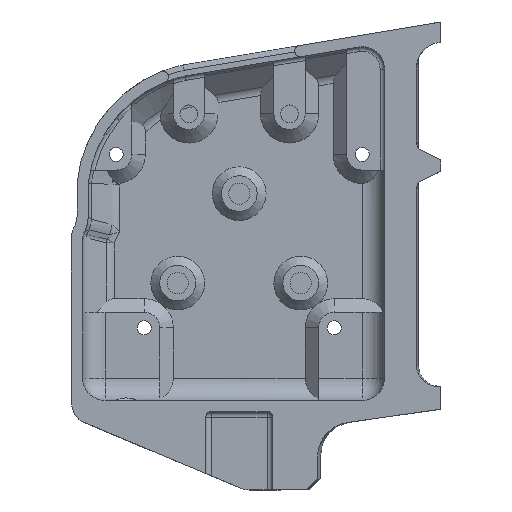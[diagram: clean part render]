
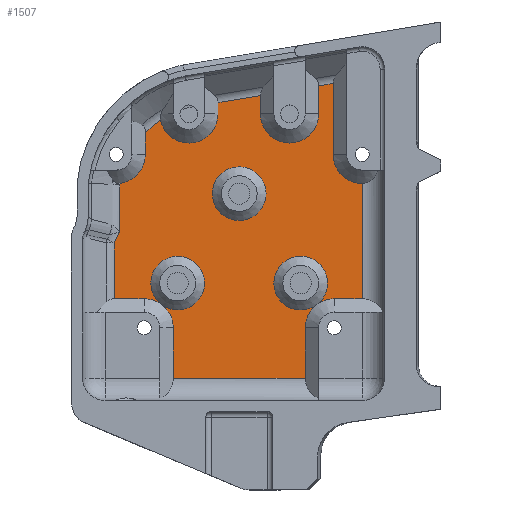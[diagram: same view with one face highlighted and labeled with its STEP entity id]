
A CAD part, top view. The second image highlights one B-rep face of the part: STEP entity #1507.
In plain terms, the highlighted planar face has unit normal (0, 0, 1).
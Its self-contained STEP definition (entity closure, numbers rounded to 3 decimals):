
#1188=CARTESIAN_POINT('',(40.2,56.271,-15.));
#1189=VERTEX_POINT('',#1188);
#1197=CARTESIAN_POINT('',(42.8,56.704,-15.));
#1198=VERTEX_POINT('',#1197);
#1199=CARTESIAN_POINT('',(40.2,56.271,-15.));
#1200=DIRECTION('',(0.986,0.164,0.));
#1201=VECTOR('',#1200,2.636);
#1202=LINE('',#1199,#1201);
#1203=EDGE_CURVE('',#1189,#1198,#1202,.T.);
#1220=CARTESIAN_POINT('',(22.2,53.271,-15.));
#1221=VERTEX_POINT('',#1220);
#1222=CARTESIAN_POINT('',(29.8,54.538,-15.));
#1223=VERTEX_POINT('',#1222);
#1224=CARTESIAN_POINT('',(22.2,53.271,-15.));
#1225=DIRECTION('',(0.986,0.164,0.));
#1226=VECTOR('',#1225,7.705);
#1227=LINE('',#1224,#1226);
#1228=EDGE_CURVE('',#1221,#1223,#1227,.T.);
#1248=CARTESIAN_POINT('',(0.,0.,-15.));
#1249=DIRECTION('',(0.,0.,1.));
#1250=DIRECTION('',(1.,0.,0.));
#1251=AXIS2_PLACEMENT_3D('',#1248,#1249,#1250);
#1252=PLANE('',#1251);
#1253=CARTESIAN_POINT('',(30.8,37.,-15.));
#1254=VERTEX_POINT('',#1253);
#1255=CARTESIAN_POINT('',(21.2,37.,-15.));
#1256=VERTEX_POINT('',#1255);
#1257=CARTESIAN_POINT('',(26.,37.,-15.));
#1258=DIRECTION('',(-0.,-0.,-1.));
#1259=DIRECTION('',(1.,0.,-0.));
#1260=AXIS2_PLACEMENT_3D('',#1257,#1258,#1259);
#1261=CIRCLE('',#1260,4.8);
#1262=EDGE_CURVE('',#1254,#1256,#1261,.T.);
#1263=ORIENTED_EDGE('',*,*,#1262,.T.);
#1264=CARTESIAN_POINT('',(26.,37.,-15.));
#1265=DIRECTION('',(-0.,-0.,-1.));
#1266=DIRECTION('',(1.,0.,-0.));
#1267=AXIS2_PLACEMENT_3D('',#1264,#1265,#1266);
#1268=CIRCLE('',#1267,4.8);
#1269=EDGE_CURVE('',#1256,#1254,#1268,.T.);
#1270=ORIENTED_EDGE('',*,*,#1269,.T.);
#1271=EDGE_LOOP('',(#1263,#1270));
#1272=FACE_BOUND('',#1271,.T.);
#1273=ORIENTED_EDGE('',*,*,#1203,.F.);
#1274=CARTESIAN_POINT('',(40.2,51.25,-15.));
#1275=VERTEX_POINT('',#1274);
#1276=CARTESIAN_POINT('',(40.2,56.271,-15.));
#1277=DIRECTION('',(0.,-1.,0.));
#1278=VECTOR('',#1277,5.021);
#1279=LINE('',#1276,#1278);
#1280=EDGE_CURVE('',#1189,#1275,#1279,.T.);
#1281=ORIENTED_EDGE('',*,*,#1280,.T.);
#1282=CARTESIAN_POINT('',(29.8,51.25,-15.));
#1283=VERTEX_POINT('',#1282);
#1284=CARTESIAN_POINT('',(35.,51.25,-15.));
#1285=DIRECTION('',(-0.,-0.,-1.));
#1286=DIRECTION('',(1.,0.,-0.));
#1287=AXIS2_PLACEMENT_3D('',#1284,#1285,#1286);
#1288=CIRCLE('',#1287,5.2);
#1289=EDGE_CURVE('',#1275,#1283,#1288,.T.);
#1290=ORIENTED_EDGE('',*,*,#1289,.T.);
#1291=CARTESIAN_POINT('',(29.8,51.25,-15.));
#1292=DIRECTION('',(0.,1.,0.));
#1293=VECTOR('',#1292,3.288);
#1294=LINE('',#1291,#1293);
#1295=EDGE_CURVE('',#1283,#1223,#1294,.T.);
#1296=ORIENTED_EDGE('',*,*,#1295,.T.);
#1297=ORIENTED_EDGE('',*,*,#1228,.F.);
#1298=CARTESIAN_POINT('',(22.2,51.25,-15.));
#1299=VERTEX_POINT('',#1298);
#1300=CARTESIAN_POINT('',(22.2,53.271,-15.));
#1301=DIRECTION('',(0.,-1.,0.));
#1302=VECTOR('',#1301,2.021);
#1303=LINE('',#1300,#1302);
#1304=EDGE_CURVE('',#1221,#1299,#1303,.T.);
#1305=ORIENTED_EDGE('',*,*,#1304,.T.);
#1306=CARTESIAN_POINT('',(11.917,50.151,-15.));
#1307=VERTEX_POINT('',#1306);
#1308=CARTESIAN_POINT('',(17.,51.25,-15.));
#1309=DIRECTION('',(-0.,-0.,-1.));
#1310=DIRECTION('',(1.,0.,-0.));
#1311=AXIS2_PLACEMENT_3D('',#1308,#1309,#1310);
#1312=CIRCLE('',#1311,5.2);
#1313=EDGE_CURVE('',#1299,#1307,#1312,.T.);
#1314=ORIENTED_EDGE('',*,*,#1313,.T.);
#1315=CARTESIAN_POINT('',(9.2,47.911,-15.));
#1316=VERTEX_POINT('',#1315);
#1317=CARTESIAN_POINT('',(20.952,36.424,-15.));
#1318=DIRECTION('',(-0.,-0.,-1.));
#1319=DIRECTION('',(1.,0.,-0.));
#1320=AXIS2_PLACEMENT_3D('',#1317,#1318,#1319);
#1321=CIRCLE('',#1320,16.433);
#1322=EDGE_CURVE('',#1316,#1307,#1321,.T.);
#1323=ORIENTED_EDGE('',*,*,#1322,.F.);
#1324=CARTESIAN_POINT('',(9.2,44.,-15.));
#1325=VERTEX_POINT('',#1324);
#1326=CARTESIAN_POINT('',(9.2,47.911,-15.));
#1327=DIRECTION('',(0.,-1.,0.));
#1328=VECTOR('',#1327,3.911);
#1329=LINE('',#1326,#1328);
#1330=EDGE_CURVE('',#1316,#1325,#1329,.T.);
#1331=ORIENTED_EDGE('',*,*,#1330,.T.);
#1332=CARTESIAN_POINT('',(4.698,38.847,-15.));
#1333=VERTEX_POINT('',#1332);
#1334=CARTESIAN_POINT('',(4.,44.,-15.));
#1335=DIRECTION('',(-0.,-0.,-1.));
#1336=DIRECTION('',(1.,0.,-0.));
#1337=AXIS2_PLACEMENT_3D('',#1334,#1335,#1336);
#1338=CIRCLE('',#1337,5.2);
#1339=EDGE_CURVE('',#1325,#1333,#1338,.T.);
#1340=ORIENTED_EDGE('',*,*,#1339,.T.);
#1341=CARTESIAN_POINT('',(4.657,38.55,-15.));
#1342=VERTEX_POINT('',#1341);
#1343=CARTESIAN_POINT('',(20.952,36.424,-15.));
#1344=DIRECTION('',(-0.,-0.,-1.));
#1345=DIRECTION('',(1.,0.,-0.));
#1346=AXIS2_PLACEMENT_3D('',#1343,#1344,#1345);
#1347=CIRCLE('',#1346,16.433);
#1348=EDGE_CURVE('',#1342,#1333,#1347,.T.);
#1349=ORIENTED_EDGE('',*,*,#1348,.F.);
#1350=CARTESIAN_POINT('',(4.657,30.192,-15.));
#1351=VERTEX_POINT('',#1350);
#1352=CARTESIAN_POINT('',(4.657,30.192,-15.));
#1353=DIRECTION('',(0.,1.,0.));
#1354=VECTOR('',#1353,8.358);
#1355=LINE('',#1352,#1354);
#1356=EDGE_CURVE('',#1351,#1342,#1355,.T.);
#1357=ORIENTED_EDGE('',*,*,#1356,.F.);
#1358=CARTESIAN_POINT('',(3.657,28.192,-15.));
#1359=VERTEX_POINT('',#1358);
#1360=CARTESIAN_POINT('',(3.657,28.192,-15.));
#1361=DIRECTION('',(0.447,0.894,0.));
#1362=VECTOR('',#1361,2.236);
#1363=LINE('',#1360,#1362);
#1364=EDGE_CURVE('',#1359,#1351,#1363,.T.);
#1365=ORIENTED_EDGE('',*,*,#1364,.F.);
#1366=CARTESIAN_POINT('',(3.657,18.2,-15.));
#1367=VERTEX_POINT('',#1366);
#1368=CARTESIAN_POINT('',(3.657,18.2,-15.));
#1369=DIRECTION('',(0.,1.,0.));
#1370=VECTOR('',#1369,9.992);
#1371=LINE('',#1368,#1370);
#1372=EDGE_CURVE('',#1367,#1359,#1371,.T.);
#1373=ORIENTED_EDGE('',*,*,#1372,.F.);
#1374=CARTESIAN_POINT('',(9.,18.2,-15.));
#1375=VERTEX_POINT('',#1374);
#1376=CARTESIAN_POINT('',(3.657,18.2,-15.));
#1377=DIRECTION('',(1.,0.,-0.));
#1378=VECTOR('',#1377,5.343);
#1379=LINE('',#1376,#1378);
#1380=EDGE_CURVE('',#1367,#1375,#1379,.T.);
#1381=ORIENTED_EDGE('',*,*,#1380,.T.);
#1382=CARTESIAN_POINT('',(12.12,17.16,-15.));
#1383=VERTEX_POINT('',#1382);
#1384=CARTESIAN_POINT('',(9.,13.,-15.));
#1385=DIRECTION('',(-0.,-0.,-1.));
#1386=DIRECTION('',(1.,0.,-0.));
#1387=AXIS2_PLACEMENT_3D('',#1384,#1385,#1386);
#1388=CIRCLE('',#1387,5.2);
#1389=EDGE_CURVE('',#1375,#1383,#1388,.T.);
#1390=ORIENTED_EDGE('',*,*,#1389,.T.);
#1391=CARTESIAN_POINT('',(10.2,21.,-15.));
#1392=VERTEX_POINT('',#1391);
#1393=CARTESIAN_POINT('',(15.,21.,-15.));
#1394=DIRECTION('',(-0.,-0.,-1.));
#1395=DIRECTION('',(1.,0.,-0.));
#1396=AXIS2_PLACEMENT_3D('',#1393,#1394,#1395);
#1397=CIRCLE('',#1396,4.8);
#1398=EDGE_CURVE('',#1383,#1392,#1397,.T.);
#1399=ORIENTED_EDGE('',*,*,#1398,.T.);
#1400=CARTESIAN_POINT('',(15.,21.,-15.));
#1401=DIRECTION('',(-0.,-0.,-1.));
#1402=DIRECTION('',(1.,0.,-0.));
#1403=AXIS2_PLACEMENT_3D('',#1400,#1401,#1402);
#1404=CIRCLE('',#1403,4.8);
#1405=EDGE_CURVE('',#1392,#1383,#1404,.T.);
#1406=ORIENTED_EDGE('',*,*,#1405,.T.);
#1407=CARTESIAN_POINT('',(14.2,13.,-15.));
#1408=VERTEX_POINT('',#1407);
#1409=CARTESIAN_POINT('',(9.,13.,-15.));
#1410=DIRECTION('',(-0.,-0.,-1.));
#1411=DIRECTION('',(1.,0.,-0.));
#1412=AXIS2_PLACEMENT_3D('',#1409,#1410,#1411);
#1413=CIRCLE('',#1412,5.2);
#1414=EDGE_CURVE('',#1383,#1408,#1413,.T.);
#1415=ORIENTED_EDGE('',*,*,#1414,.T.);
#1416=CARTESIAN_POINT('',(14.2,4.,-15.));
#1417=VERTEX_POINT('',#1416);
#1418=CARTESIAN_POINT('',(14.2,13.,-15.));
#1419=DIRECTION('',(0.,-1.,0.));
#1420=VECTOR('',#1419,9.);
#1421=LINE('',#1418,#1420);
#1422=EDGE_CURVE('',#1408,#1417,#1421,.T.);
#1423=ORIENTED_EDGE('',*,*,#1422,.T.);
#1424=CARTESIAN_POINT('',(37.8,4.,-15.));
#1425=VERTEX_POINT('',#1424);
#1426=CARTESIAN_POINT('',(14.2,4.,-15.));
#1427=DIRECTION('',(1.,0.,-0.));
#1428=VECTOR('',#1427,23.6);
#1429=LINE('',#1426,#1428);
#1430=EDGE_CURVE('',#1417,#1425,#1429,.T.);
#1431=ORIENTED_EDGE('',*,*,#1430,.T.);
#1432=CARTESIAN_POINT('',(37.8,13.,-15.));
#1433=VERTEX_POINT('',#1432);
#1434=CARTESIAN_POINT('',(37.8,4.,-15.));
#1435=DIRECTION('',(0.,1.,0.));
#1436=VECTOR('',#1435,9.);
#1437=LINE('',#1434,#1436);
#1438=EDGE_CURVE('',#1425,#1433,#1437,.T.);
#1439=ORIENTED_EDGE('',*,*,#1438,.T.);
#1440=CARTESIAN_POINT('',(39.88,17.16,-15.));
#1441=VERTEX_POINT('',#1440);
#1442=CARTESIAN_POINT('',(43.,13.,-15.));
#1443=DIRECTION('',(-0.,-0.,-1.));
#1444=DIRECTION('',(1.,0.,-0.));
#1445=AXIS2_PLACEMENT_3D('',#1442,#1443,#1444);
#1446=CIRCLE('',#1445,5.2);
#1447=EDGE_CURVE('',#1433,#1441,#1446,.T.);
#1448=ORIENTED_EDGE('',*,*,#1447,.T.);
#1449=CARTESIAN_POINT('',(32.2,21.,-15.));
#1450=VERTEX_POINT('',#1449);
#1451=CARTESIAN_POINT('',(37.,21.,-15.));
#1452=DIRECTION('',(-0.,-0.,-1.));
#1453=DIRECTION('',(1.,0.,-0.));
#1454=AXIS2_PLACEMENT_3D('',#1451,#1452,#1453);
#1455=CIRCLE('',#1454,4.8);
#1456=EDGE_CURVE('',#1441,#1450,#1455,.T.);
#1457=ORIENTED_EDGE('',*,*,#1456,.T.);
#1458=CARTESIAN_POINT('',(37.,21.,-15.));
#1459=DIRECTION('',(-0.,-0.,-1.));
#1460=DIRECTION('',(1.,0.,-0.));
#1461=AXIS2_PLACEMENT_3D('',#1458,#1459,#1460);
#1462=CIRCLE('',#1461,4.8);
#1463=EDGE_CURVE('',#1450,#1441,#1462,.T.);
#1464=ORIENTED_EDGE('',*,*,#1463,.T.);
#1465=CARTESIAN_POINT('',(43.,18.2,-15.));
#1466=VERTEX_POINT('',#1465);
#1467=CARTESIAN_POINT('',(43.,13.,-15.));
#1468=DIRECTION('',(-0.,-0.,-1.));
#1469=DIRECTION('',(1.,0.,-0.));
#1470=AXIS2_PLACEMENT_3D('',#1467,#1468,#1469);
#1471=CIRCLE('',#1470,5.2);
#1472=EDGE_CURVE('',#1441,#1466,#1471,.T.);
#1473=ORIENTED_EDGE('',*,*,#1472,.T.);
#1474=CARTESIAN_POINT('',(48.,18.2,-15.));
#1475=VERTEX_POINT('',#1474);
#1476=CARTESIAN_POINT('',(43.,18.2,-15.));
#1477=DIRECTION('',(1.,0.,-0.));
#1478=VECTOR('',#1477,5.);
#1479=LINE('',#1476,#1478);
#1480=EDGE_CURVE('',#1466,#1475,#1479,.T.);
#1481=ORIENTED_EDGE('',*,*,#1480,.T.);
#1482=CARTESIAN_POINT('',(48.,38.8,-15.));
#1483=VERTEX_POINT('',#1482);
#1484=CARTESIAN_POINT('',(48.,18.2,-15.));
#1485=DIRECTION('',(-0.,1.,-0.));
#1486=VECTOR('',#1485,20.6);
#1487=LINE('',#1484,#1486);
#1488=EDGE_CURVE('',#1475,#1483,#1487,.T.);
#1489=ORIENTED_EDGE('',*,*,#1488,.T.);
#1490=CARTESIAN_POINT('',(42.8,44.,-15.));
#1491=VERTEX_POINT('',#1490);
#1492=CARTESIAN_POINT('',(48.,44.,-15.));
#1493=DIRECTION('',(-0.,-0.,-1.));
#1494=DIRECTION('',(1.,0.,-0.));
#1495=AXIS2_PLACEMENT_3D('',#1492,#1493,#1494);
#1496=CIRCLE('',#1495,5.2);
#1497=EDGE_CURVE('',#1483,#1491,#1496,.T.);
#1498=ORIENTED_EDGE('',*,*,#1497,.T.);
#1499=CARTESIAN_POINT('',(42.8,44.,-15.));
#1500=DIRECTION('',(0.,1.,0.));
#1501=VECTOR('',#1500,12.704);
#1502=LINE('',#1499,#1501);
#1503=EDGE_CURVE('',#1491,#1198,#1502,.T.);
#1504=ORIENTED_EDGE('',*,*,#1503,.T.);
#1505=EDGE_LOOP('',(#1273,#1281,#1290,#1296,#1297,#1305,#1314,#1323,#1331,#1340,#1349,#1357,#1365,#1373,#1381,#1390,#1399,#1406,#1415,#1423,#1431,#1439,#1448,#1457,#1464,#1473,
#1481,#1489,#1498,#1504));
#1506=FACE_BOUND('',#1505,.T.);
#1507=ADVANCED_FACE('',(#1272,#1506),#1252,.T.);
